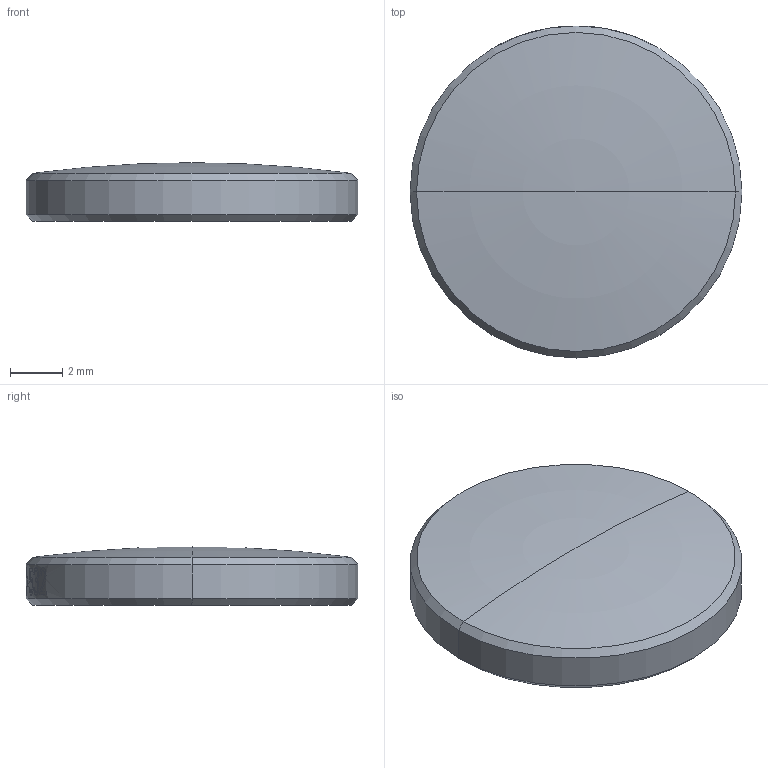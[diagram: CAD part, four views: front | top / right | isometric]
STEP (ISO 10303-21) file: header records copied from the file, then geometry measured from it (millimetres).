
FILE_DESCRIPTION (( 'STEP AP214' ), '1' );
FILE_NAME ('CTN015726-E0W.STEP', '2020-05-26T02:29:59', ( '' ), ( '' ), 'SwSTEP 2.0', 'SolidWorks 2018', '' );
FILE_SCHEMA (( 'AUTOMOTIVE_DESIGN' ));
Length unit declared in the file: millimetre
Products named in the file (1): CTN015726-E0W
Bounding box: 12.7 x 12.7 x 2.24 mm (x, y, z)
Volume: 253.5 mm3; surface area: 314.8 mm2
Topology: 1 solids, 1 shells, 24 faces, 132 edges, 123 vertices
Faces by surface type: cylinder 17, cone 4, torus 2, plane 1
Entity records: 2662 total; most frequent: CARTESIAN_POINT 1388, ORIENTED_EDGE 260, EDGE_CURVE 130, DIRECTION 129, VERTEX_POINT 123, B_SPLINE_CURVE_WITH_KNOTS 81, AXIS2_PLACEMENT_3D 55, EDGE_LOOP 39
